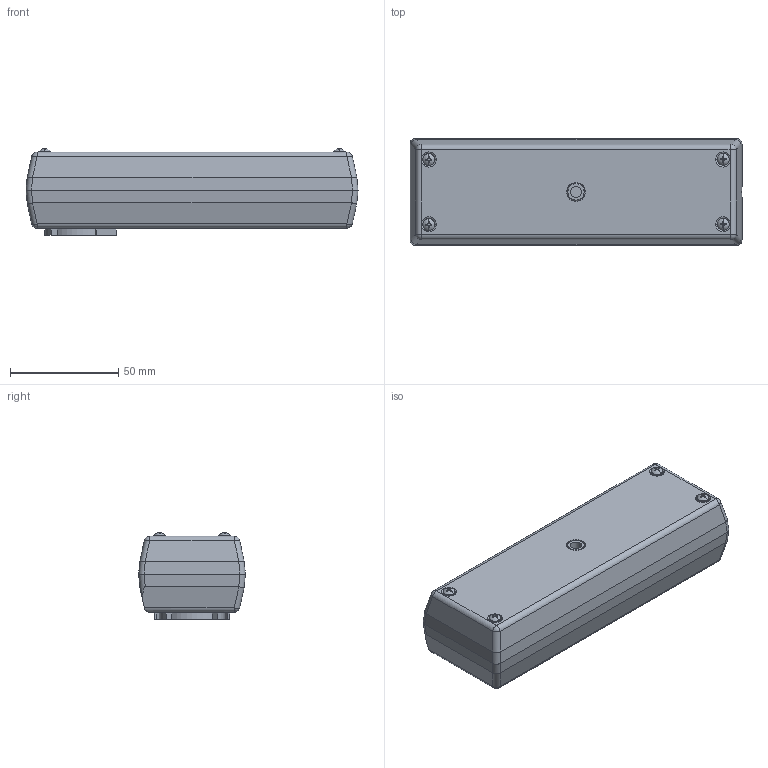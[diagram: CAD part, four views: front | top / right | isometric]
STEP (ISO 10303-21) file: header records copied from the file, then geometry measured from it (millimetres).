
FILE_DESCRIPTION (( 'STEP AP214' ), '1' );
FILE_NAME ('COMPUSHIFT Display.STEP', '2023-01-18T00:03:37', ( '' ), ( '' ), 'SwSTEP 2.0', 'SolidWorks 2022', '' );
FILE_SCHEMA (( 'AUTOMOTIVE_DESIGN' ));
Length unit declared in the file: inch
Products named in the file (1): COMPUSHIFT Display
Bounding box: 153.47 x 49.33 x 39.92 mm (x, y, z)
Surface area: 47690.8 mm2 (no closed solid volume)
Topology: 0 solids, 27 shells, 306 faces, 1472 edges, 1182 vertices
Faces by surface type: plane 162, cylinder 90, torus 24, sphere 15, cone 8, bspline 7
Entity records: 26515 total; most frequent: CARTESIAN_POINT 11834, ORIENTED_EDGE 2071, DIRECTION 1953, EDGE_CURVE 1472, VERTEX_POINT 1182, AXIS2_PLACEMENT_3D 690, VECTOR 573, LINE 573
